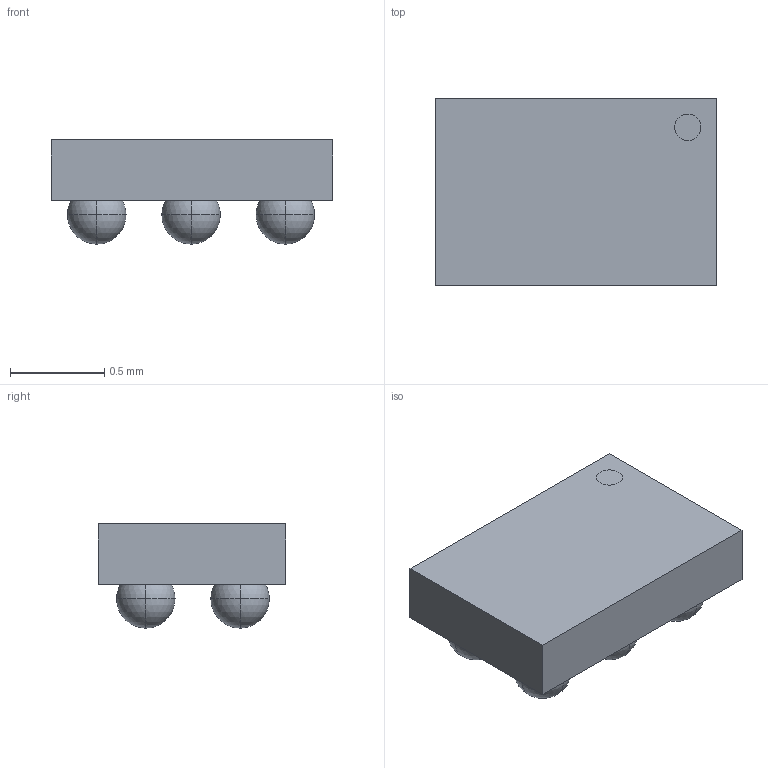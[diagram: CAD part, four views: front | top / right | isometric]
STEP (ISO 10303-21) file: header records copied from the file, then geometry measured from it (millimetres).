
FILE_DESCRIPTION(/* description */ ('STEP AP203'),/* implementation_level */ '2;1');
FILE_NAME(/* name */ 'CSP',/* time_stamp */ '2024-04-09T10:37:48+08:00',/* author */ (' '),/* organization */ (' '),/* preprocessor_version */ 'ST-DEVELOPER v19.4',/* originating_system */ ' ',/* authorisation */ ' ');
FILE_SCHEMA (('CONFIG_CONTROL_DESIGN'));
Length unit declared in the file: millimetre
Products named in the file (13): id2; id5; id8; id11; id14; id17; id20; id23; id26; id29; id32; id35; id38
Bounding box: 1.5 x 0.99 x 0.55 mm (x, y, z)
Volume: 0.6 mm3; surface area: 7.2 mm2
Topology: 13 solids, 13 shells, 115 faces, 280 edges, 126 vertices
Faces by surface type: sphere 96, plane 19
Entity records: 3131 total; most frequent: DIRECTION 660, CARTESIAN_POINT 462, ORIENTED_EDGE 416, AXIS2_PLACEMENT_3D 324, EDGE_CURVE 208, CIRCLE 196, VERTEX_POINT 126, EDGE_LOOP 122
